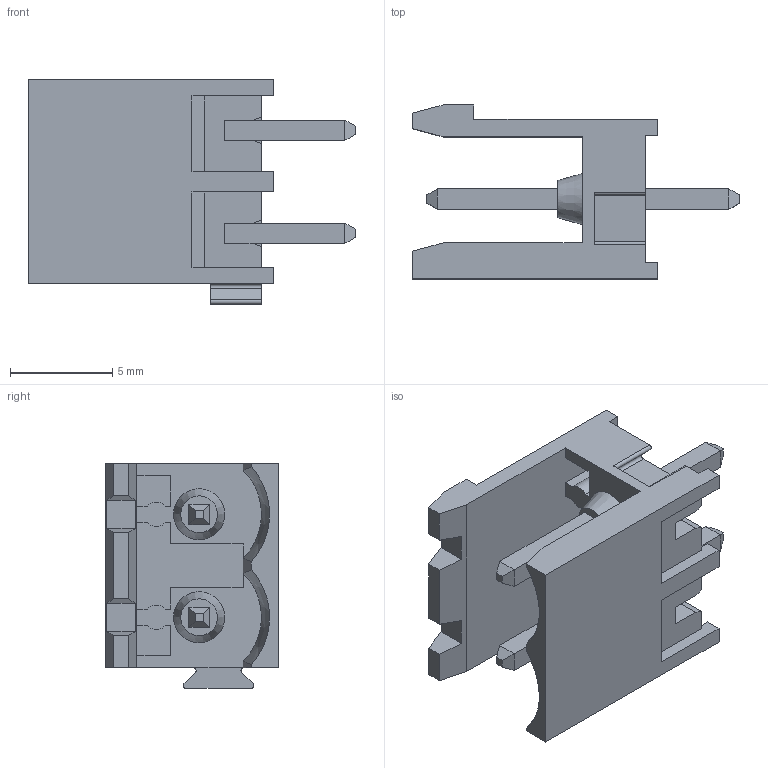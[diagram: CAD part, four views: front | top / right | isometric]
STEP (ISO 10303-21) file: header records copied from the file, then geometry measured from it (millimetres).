
FILE_DESCRIPTION(('STEP AP214'),'1');
FILE_NAME('PV02-5-V-M.stp','2020-12-16T15:25:18',(' '),(' '),'Spatial InterOp 3D',' ',' ');
FILE_SCHEMA(('AUTOMOTIVE_DESIGN { 1 0 10303 214 1 1 1 1 }'));
Length unit declared in the file: metre
Products named in the file (1): 1207928131
Bounding box: 16 x 8.5 x 11 mm (x, y, z)
Volume: 386.4 mm3; surface area: 900 mm2
Topology: 1 solids, 1 shells, 155 faces, 418 edges, 271 vertices
Faces by surface type: plane 137, cylinder 14, cone 4
Entity records: 6004 total; most frequent: CARTESIAN_POINT 853, ORIENTED_EDGE 830, DIRECTION 757, EDGE_CURVE 415, LINE 377, VECTOR 377, VERTEX_POINT 270, AXIS2_PLACEMENT_3D 190
